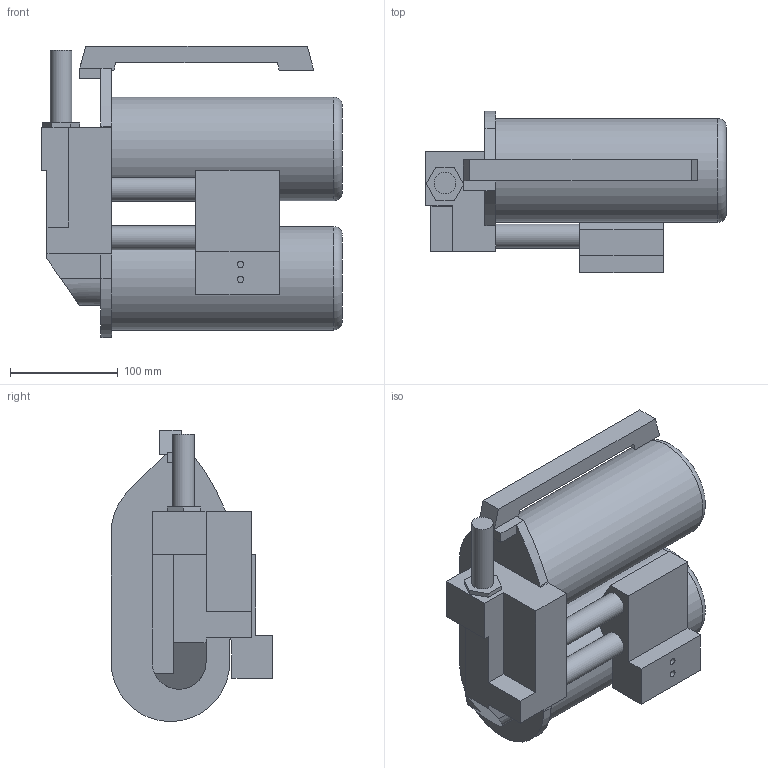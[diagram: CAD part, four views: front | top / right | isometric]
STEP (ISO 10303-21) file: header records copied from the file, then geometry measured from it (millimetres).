
FILE_DESCRIPTION((''),'2;1');
FILE_NAME('PK900218.stp','2010-04-30T15:16:53',('WANGORSCH-V'),(''),'Autodesk Inventor 2009','Autodesk Inventor 2009','');
FILE_SCHEMA(('CONFIG_CONTROL_DESIGN'));
Length unit declared in the file: millimetre
Products named in the file (1): PK900218
Bounding box: 279 x 150 x 270 mm (x, y, z)
Volume: 4343962.9 mm3; surface area: 274122.3 mm2
Topology: 1 solids, 1 shells, 72 faces, 185 edges, 123 vertices
Faces by surface type: plane 58, cylinder 12, torus 2
Full cylindrical faces by diameter (mm): 6 x2, 20 x1, 22 x2, 96 x2
Entity records: 2108 total; most frequent: CARTESIAN_POINT 364, DIRECTION 345, ORIENTED_EDGE 344, EDGE_CURVE 172, VECTOR 145, LINE 145, VERTEX_POINT 119, AXIS2_PLACEMENT_3D 100
